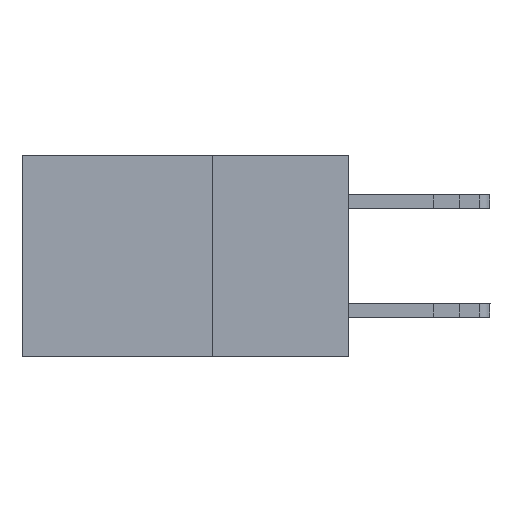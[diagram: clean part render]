
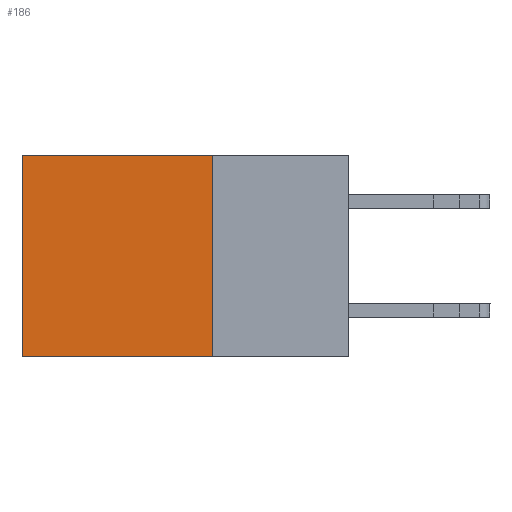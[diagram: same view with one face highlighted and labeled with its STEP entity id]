
A CAD part, left-side view. The second image highlights one B-rep face of the part: STEP entity #186.
In plain terms, the highlighted planar face has unit normal (-1, 0, 0).
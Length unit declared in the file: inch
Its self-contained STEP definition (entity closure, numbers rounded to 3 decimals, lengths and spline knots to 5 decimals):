
#46 = DIRECTION ( 'NONE',  ( 0., 0., -1. ) ) ;
#174 = EDGE_CURVE ( 'NONE', #5323, #9328, #3936, .T. ) ;
#186 = ADVANCED_FACE ( 'NONE', ( #8818 ), #4702, .F. ) ;
#230 = EDGE_CURVE ( 'NONE', #9328, #12641, #9408, .T. ) ;
#472 = ORIENTED_EDGE ( 'NONE', *, *, #230, .F. ) ;
#547 = CARTESIAN_POINT ( 'NONE',  ( 0.2615, 0.6, -0.37 ) ) ;
#967 = DIRECTION ( 'NONE',  ( 0., 0., -1. ) ) ;
#1145 = ORIENTED_EDGE ( 'NONE', *, *, #10780, .T. ) ;
#1684 = CARTESIAN_POINT ( 'NONE',  ( 0.2615, 0.25, 0. ) ) ;
#2848 = EDGE_CURVE ( 'NONE', #3660, #12641, #8462, .T. ) ;
#3315 = VECTOR ( 'NONE', #9828, 39.37008 ) ;
#3386 = CARTESIAN_POINT ( 'NONE',  ( 0.2615, 0.6, 0. ) ) ;
#3603 = ORIENTED_EDGE ( 'NONE', *, *, #174, .F. ) ;
#3660 = VERTEX_POINT ( 'NONE', #3386 ) ;
#3936 = LINE ( 'NONE', #4858, #11294 ) ;
#4702 = PLANE ( 'NONE',  #7788 ) ;
#4858 = CARTESIAN_POINT ( 'NONE',  ( 0.2615, 0.25, -0.37 ) ) ;
#4905 = EDGE_LOOP ( 'NONE', ( #8196, #472, #3603, #1145 ) ) ;
#5143 = LINE ( 'NONE', #6205, #10276 ) ;
#5323 = VERTEX_POINT ( 'NONE', #1684 ) ;
#5997 = CARTESIAN_POINT ( 'NONE',  ( 0.2615, 0.6, -0.37 ) ) ;
#6205 = CARTESIAN_POINT ( 'NONE',  ( 0.2615, 0.25, 0. ) ) ;
#7763 = CARTESIAN_POINT ( 'NONE',  ( 0.2615, 0.25, -0.37 ) ) ;
#7788 = AXIS2_PLACEMENT_3D ( 'NONE', #7763, #12732, #46 ) ;
#8196 = ORIENTED_EDGE ( 'NONE', *, *, #2848, .T. ) ;
#8462 = LINE ( 'NONE', #5997, #10650 ) ;
#8818 = FACE_OUTER_BOUND ( 'NONE', #4905, .T. ) ;
#9328 = VERTEX_POINT ( 'NONE', #9879 ) ;
#9408 = LINE ( 'NONE', #10154, #3315 ) ;
#9601 = DIRECTION ( 'NONE',  ( 0., 0., -1. ) ) ;
#9828 = DIRECTION ( 'NONE',  ( 0., 1., 0. ) ) ;
#9879 = CARTESIAN_POINT ( 'NONE',  ( 0.2615, 0.25, -0.37 ) ) ;
#10154 = CARTESIAN_POINT ( 'NONE',  ( 0.2615, 0.25, -0.37 ) ) ;
#10276 = VECTOR ( 'NONE', #11916, 39.37008 ) ;
#10650 = VECTOR ( 'NONE', #967, 39.37008 ) ;
#10780 = EDGE_CURVE ( 'NONE', #5323, #3660, #5143, .T. ) ;
#11294 = VECTOR ( 'NONE', #9601, 39.37008 ) ;
#11916 = DIRECTION ( 'NONE',  ( 0., 1., 0. ) ) ;
#12641 = VERTEX_POINT ( 'NONE', #547 ) ;
#12732 = DIRECTION ( 'NONE',  ( 1., 0., 0. ) ) ;
